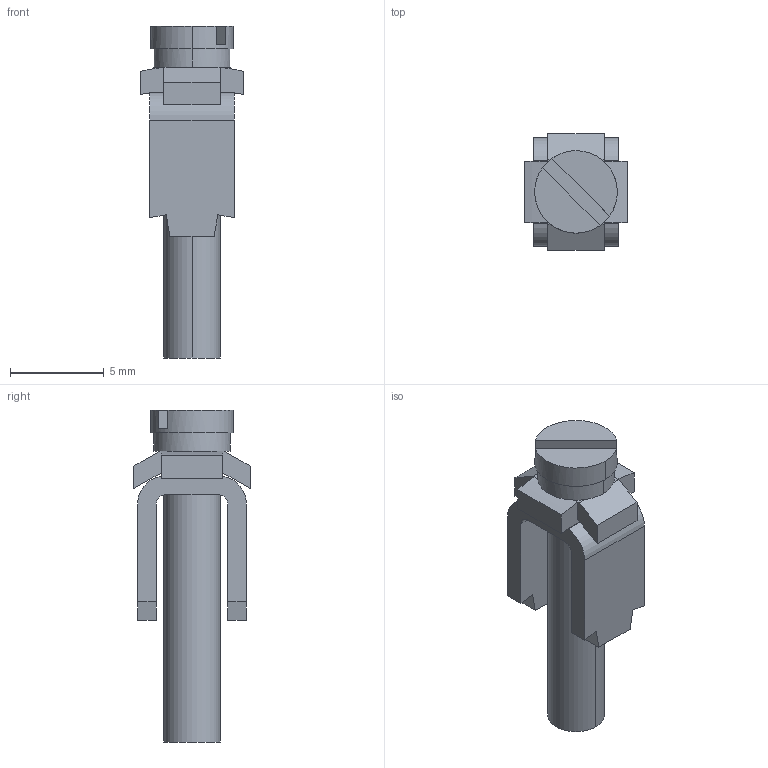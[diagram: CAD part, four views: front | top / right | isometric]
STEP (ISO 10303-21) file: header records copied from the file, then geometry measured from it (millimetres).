
FILE_DESCRIPTION(('Creo Elements/Direct Modeling STEP Export'),'2;1');
FILE_NAME('model.stp','2019-12-07T 0:09:50',(''),(''),'Creo Elements/Direct Modeling STEP processor for AP214 (Solid Model)','Creo Elements/Direct Modeling 20.1A 29-Sep-2018 (C) Parametric Technology GmbH','');
FILE_SCHEMA(('AUTOMOTIVE_DESIGN { 1 0 10303 214 1 1 1 1 }'));
Length unit declared in the file: millimetre
Products named in the file (2): ZS-6-select
Assembly tree (1 placements, depth 2):
  ZS-6-select
    ZS-6-select
Bounding box: 5.5 x 6.2 x 17.7 mm (x, y, z)
Volume: 233.7 mm3; surface area: 429.5 mm2
Topology: 1 solids, 1 shells, 64 faces, 168 edges, 108 vertices
Faces by surface type: plane 50, cylinder 14
Entity records: 2447 total; most frequent: CARTESIAN_POINT 414, ORIENTED_EDGE 336, DIRECTION 274, EDGE_CURVE 168, VECTOR 118, LINE 118, VERTEX_POINT 108, AXIS2_PLACEMENT_3D 78
